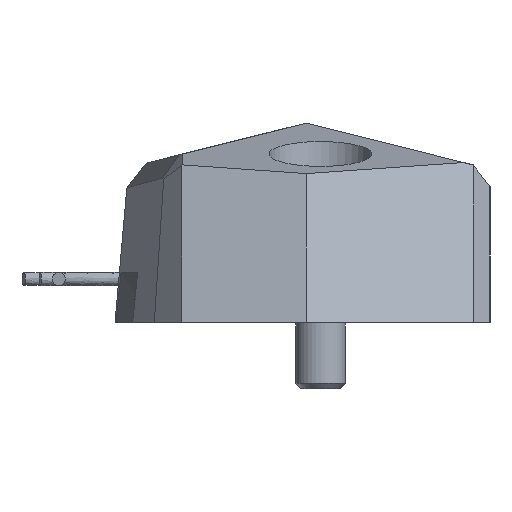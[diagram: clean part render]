
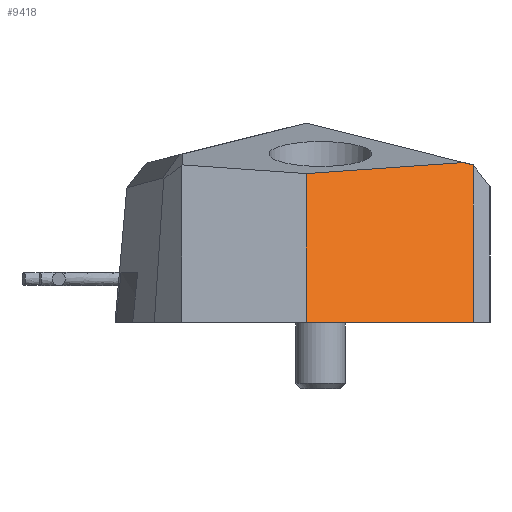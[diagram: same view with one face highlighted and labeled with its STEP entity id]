
A CAD part, left-side view. The second image highlights one B-rep face of the part: STEP entity #9418.
In plain terms, the highlighted planar face has unit normal (-0.912, -0.242, 0.332).
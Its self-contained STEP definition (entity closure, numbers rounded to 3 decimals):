
#564=PLANE('',#9977);
#947=FACE_OUTER_BOUND('',#1483,.T.);
#1483=EDGE_LOOP('',(#7000,#7001,#7002,#7003,#7004));
#2007=LINE('',#12837,#3028);
#2130=LINE('',#13406,#3151);
#2134=LINE('',#13412,#3155);
#2135=LINE('',#13415,#3156);
#2136=LINE('',#13416,#3157);
#3028=VECTOR('',#10480,10.667);
#3151=VECTOR('',#10731,10.667);
#3155=VECTOR('',#10739,10.667);
#3156=VECTOR('',#10742,10.667);
#3157=VECTOR('',#10743,10.667);
#4355=VERTEX_POINT('',#12834);
#4356=VERTEX_POINT('',#12836);
#4445=VERTEX_POINT('',#13404);
#4446=VERTEX_POINT('',#13405);
#4447=VERTEX_POINT('',#13414);
#5271=EDGE_CURVE('',#4355,#4356,#2007,.T.);
#5417=EDGE_CURVE('',#4445,#4446,#2130,.T.);
#5421=EDGE_CURVE('',#4356,#4446,#2134,.T.);
#5422=EDGE_CURVE('',#4447,#4355,#2135,.T.);
#5423=EDGE_CURVE('',#4445,#4447,#2136,.T.);
#7000=ORIENTED_EDGE('',*,*,#5271,.F.);
#7001=ORIENTED_EDGE('',*,*,#5422,.F.);
#7002=ORIENTED_EDGE('',*,*,#5423,.F.);
#7003=ORIENTED_EDGE('',*,*,#5417,.T.);
#7004=ORIENTED_EDGE('',*,*,#5421,.F.);
#9418=ADVANCED_FACE('',(#947),#564,.T.);
#9977=AXIS2_PLACEMENT_3D('',#13413,#10740,#10741);
#10480=DIRECTION('',(-0.257,0.966,0.));
#10731=DIRECTION('',(-0.279,0.958,-0.067));
#10739=DIRECTION('',(0.342,0.,0.94));
#10740=DIRECTION('center_axis',(-0.912,-0.243,0.332));
#10741=DIRECTION('ref_axis',(0.228,-0.97,-0.083));
#10742=DIRECTION('',(-0.342,0.,-0.94));
#10743=DIRECTION('',(0.167,-0.956,-0.239));
#12834=CARTESIAN_POINT('',(-63.441,-61.55,34.692));
#12836=CARTESIAN_POINT('',(-66.113,-51.504,34.692));
#12837=CARTESIAN_POINT('',(-65.179,-55.015,34.692));
#13404=CARTESIAN_POINT('',(-60.087,-60.987,44.318));
#13405=CARTESIAN_POINT('',(-62.852,-51.504,43.651));
#13406=CARTESIAN_POINT('',(-64.627,-45.417,43.224));
#13412=CARTESIAN_POINT('',(-69.917,-51.504,24.239));
#13413=CARTESIAN_POINT('Origin',(-69.917,-51.504,24.239));
#13414=CARTESIAN_POINT('',(-59.988,-61.55,44.177));
#13415=CARTESIAN_POINT('',(-64.218,-61.55,32.555));
#13416=CARTESIAN_POINT('',(-61.001,-55.761,45.624));
